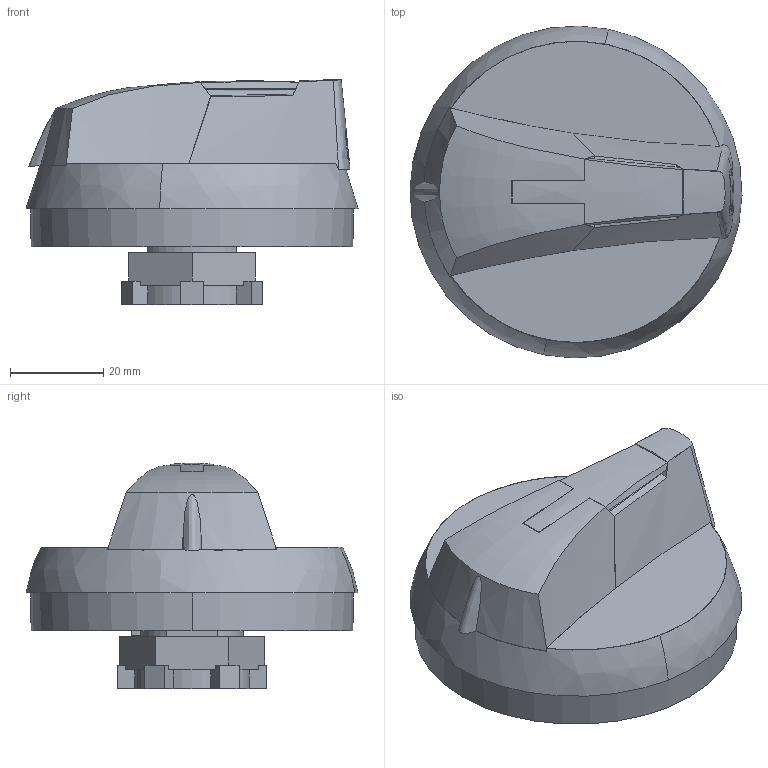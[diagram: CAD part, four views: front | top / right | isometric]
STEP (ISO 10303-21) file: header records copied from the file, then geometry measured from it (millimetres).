
FILE_DESCRIPTION((''),'2;1');
FILE_NAME('004661415_CLBS-EH80-G_ASM','2021-10-01T',('marketing.praksa'),('Audax d.o.o.'),'CREO PARAMETRIC BY PTC INC, 2017480','CREO PARAMETRIC BY PTC INC, 2017480','');
FILE_SCHEMA(('AUTOMOTIVE_DESIGN { 1 0 10303 214 1 1 1 1 }'));
Length unit declared in the file: millimetre
Products named in the file (10): PRT9563_1_1_2_3_4_5; 14731111_02_1_1_1; PRT9565_1_1; PRT9565_1_2; PRT9565_1_3; PRT9565_1_ASM; T7_1; PRT7102_1; CP_1; 004661415_CLBS-EH80-G_ASM
Assembly tree (9 placements, depth 3):
  004661415_CLBS-EH80-G_ASM
    PRT9563_1_1_2_3_4_5
    14731111_02_1_1_1
    PRT9565_1_ASM
      PRT9565_1_1
      PRT9565_1_2
      PRT9565_1_3
    T7_1
    PRT7102_1
    CP_1
Bounding box: 71.1 x 71.1 x 48.24 mm (x, y, z)
Volume: 90929.7 mm3; surface area: 27068.2 mm2
Topology: 8 solids, 8 shells, 300 faces, 818 edges, 544 vertices
Faces by surface type: plane 160, cylinder 89, bspline 31, cone 15, sphere 5
Entity records: 15902 total; most frequent: CARTESIAN_POINT 4979, ORIENTED_EDGE 1636, DIRECTION 1364, PRESENTATION_STYLE_ASSIGNMENT 892, STYLED_ITEM 892, CURVE_STYLE 818, EDGE_CURVE 818, VERTEX_POINT 544
